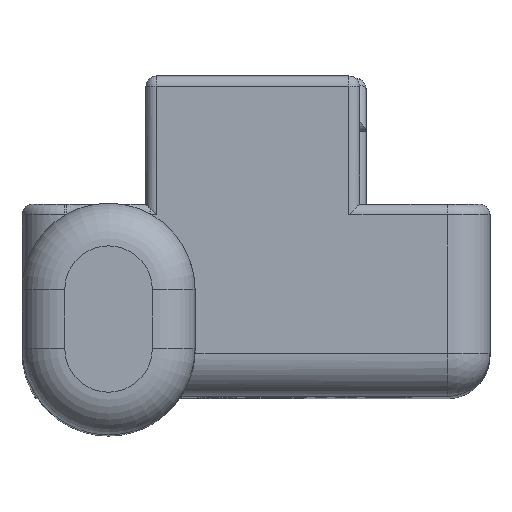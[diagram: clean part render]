
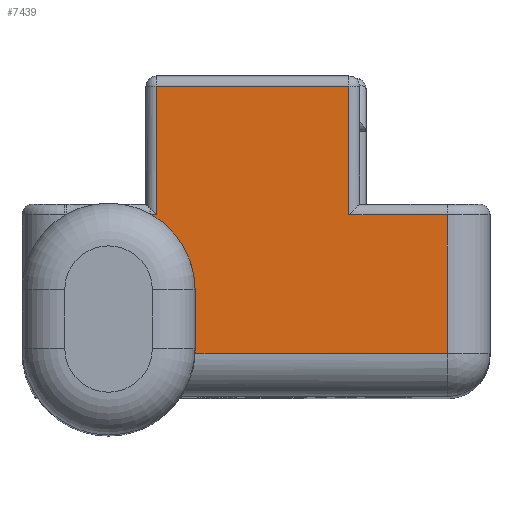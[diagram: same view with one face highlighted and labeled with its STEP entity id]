
A CAD part, top view. The second image highlights one B-rep face of the part: STEP entity #7439.
In plain terms, the highlighted planar face has unit normal (0, 0, 1).
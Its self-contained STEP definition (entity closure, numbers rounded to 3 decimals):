
#396 = FACE_OUTER_BOUND ( 'NONE', #10033, .T. ) ;
#450 = CARTESIAN_POINT ( 'NONE',  ( 4.35, 6.5, 32.45 ) ) ;
#573 = LINE ( 'NONE', #11991, #985 ) ;
#675 = VECTOR ( 'NONE', #8845, 1000. ) ;
#985 = VECTOR ( 'NONE', #3615, 1000. ) ;
#1006 = LINE ( 'NONE', #9116, #2206 ) ;
#1194 = DIRECTION ( 'NONE',  ( 1., 0., 0. ) ) ;
#1289 = VERTEX_POINT ( 'NONE', #7664 ) ;
#1290 = CARTESIAN_POINT ( 'NONE',  ( -6.9, 6.5, 32.45 ) ) ;
#1401 = CARTESIAN_POINT ( 'NONE',  ( 8.95, 0., 32.45 ) ) ;
#1571 = VERTEX_POINT ( 'NONE', #12041 ) ;
#1678 = DIRECTION ( 'NONE',  ( 0., 0., -1. ) ) ;
#1964 = CARTESIAN_POINT ( 'NONE',  ( -5.15, 12.5, 32.45 ) ) ;
#2080 = ORIENTED_EDGE ( 'NONE', *, *, #8831, .T. ) ;
#2206 = VECTOR ( 'NONE', #12362, 1000. ) ;
#2611 = ORIENTED_EDGE ( 'NONE', *, *, #4249, .T. ) ;
#2778 = VERTEX_POINT ( 'NONE', #7967 ) ;
#2857 = CARTESIAN_POINT ( 'NONE',  ( -2.855, 0., 32.45 ) ) ;
#2999 = EDGE_CURVE ( 'NONE', #7043, #1289, #7753, .T. ) ;
#3165 = CARTESIAN_POINT ( 'NONE',  ( -2.85, 2.95, 32.45 ) ) ;
#3498 = CARTESIAN_POINT ( 'NONE',  ( 4.35, 7., 32.45 ) ) ;
#3519 = VECTOR ( 'NONE', #10427, 1000. ) ;
#3615 = DIRECTION ( 'NONE',  ( 0., 1., 0. ) ) ;
#3651 = VERTEX_POINT ( 'NONE', #5100 ) ;
#3686 = CARTESIAN_POINT ( 'NONE',  ( -6.9, 2.95, 32.45 ) ) ;
#3994 = EDGE_CURVE ( 'NONE', #4357, #2778, #6422, .T. ) ;
#4176 = VERTEX_POINT ( 'NONE', #8558 ) ;
#4249 = EDGE_CURVE ( 'NONE', #7317, #7043, #10726, .T. ) ;
#4357 = VERTEX_POINT ( 'NONE', #13280 ) ;
#4652 = EDGE_CURVE ( 'NONE', #3651, #5647, #573, .T. ) ;
#5066 = DIRECTION ( 'NONE',  ( -1., 0., 0. ) ) ;
#5100 = CARTESIAN_POINT ( 'NONE',  ( -2.85, 0.2, 32.45 ) ) ;
#5129 = LINE ( 'NONE', #1964, #7369 ) ;
#5352 = ORIENTED_EDGE ( 'NONE', *, *, #4652, .F. ) ;
#5524 = DIRECTION ( 'NONE',  ( -1., 0., 0. ) ) ;
#5645 = ORIENTED_EDGE ( 'NONE', *, *, #12236, .T. ) ;
#5647 = VERTEX_POINT ( 'NONE', #3165 ) ;
#5672 = EDGE_CURVE ( 'NONE', #9038, #3651, #10176, .T. ) ;
#5709 = CARTESIAN_POINT ( 'NONE',  ( -6.9, 0.2, 32.45 ) ) ;
#5724 = EDGE_CURVE ( 'NONE', #2778, #5647, #9756, .T. ) ;
#6261 = AXIS2_PLACEMENT_3D ( 'NONE', #10530, #9713, #5524 ) ;
#6422 = LINE ( 'NONE', #1290, #12533 ) ;
#6462 = PLANE ( 'NONE',  #6261 ) ;
#6813 = ORIENTED_EDGE ( 'NONE', *, *, #3994, .T. ) ;
#7043 = VERTEX_POINT ( 'NONE', #12303 ) ;
#7317 = VERTEX_POINT ( 'NONE', #10075 ) ;
#7369 = VECTOR ( 'NONE', #5066, 1000. ) ;
#7439 = ADVANCED_FACE ( 'NONE', ( #396 ), #6462, .F. ) ;
#7664 = CARTESIAN_POINT ( 'NONE',  ( 4.35, 12.5, 32.45 ) ) ;
#7753 = LINE ( 'NONE', #3498, #675 ) ;
#7805 = DIRECTION ( 'NONE',  ( 0., 0., 1. ) ) ;
#7807 = AXIS2_PLACEMENT_3D ( 'NONE', #5709, #7805, #9840 ) ;
#7967 = CARTESIAN_POINT ( 'NONE',  ( -4.951, 6.5, 32.45 ) ) ;
#8335 = ORIENTED_EDGE ( 'NONE', *, *, #13362, .T. ) ;
#8558 = CARTESIAN_POINT ( 'NONE',  ( -4.65, 12.5, 32.45 ) ) ;
#8831 = EDGE_CURVE ( 'NONE', #1571, #7317, #12320, .T. ) ;
#8845 = DIRECTION ( 'NONE',  ( 0., 1., 0. ) ) ;
#9014 = ORIENTED_EDGE ( 'NONE', *, *, #12198, .T. ) ;
#9038 = VERTEX_POINT ( 'NONE', #2857 ) ;
#9116 = CARTESIAN_POINT ( 'NONE',  ( -4.65, 7., 32.45 ) ) ;
#9268 = CARTESIAN_POINT ( 'NONE',  ( 8.95, 7., 32.45 ) ) ;
#9564 = LINE ( 'NONE', #1401, #11773 ) ;
#9713 = DIRECTION ( 'NONE',  ( 0., 0., -1. ) ) ;
#9756 = CIRCLE ( 'NONE', #10394, 4.05 ) ;
#9840 = DIRECTION ( 'NONE',  ( 1., 0., 0. ) ) ;
#10033 = EDGE_LOOP ( 'NONE', ( #9014, #6813, #10650, #5352, #10592, #8335, #2080, #2611, #13098, #5645 ) ) ;
#10075 = CARTESIAN_POINT ( 'NONE',  ( 8.95, 6.5, 32.45 ) ) ;
#10176 = CIRCLE ( 'NONE', #7807, 4.05 ) ;
#10394 = AXIS2_PLACEMENT_3D ( 'NONE', #3686, #1678, #11855 ) ;
#10427 = DIRECTION ( 'NONE',  ( 0., 1., 0. ) ) ;
#10530 = CARTESIAN_POINT ( 'NONE',  ( -10.95, 7., 32.45 ) ) ;
#10592 = ORIENTED_EDGE ( 'NONE', *, *, #5672, .F. ) ;
#10650 = ORIENTED_EDGE ( 'NONE', *, *, #5724, .T. ) ;
#10726 = LINE ( 'NONE', #450, #11786 ) ;
#11773 = VECTOR ( 'NONE', #1194, 1000. ) ;
#11786 = VECTOR ( 'NONE', #12612, 1000. ) ;
#11855 = DIRECTION ( 'NONE',  ( -1., 0., 0. ) ) ;
#11991 = CARTESIAN_POINT ( 'NONE',  ( -2.85, 7., 32.45 ) ) ;
#12041 = CARTESIAN_POINT ( 'NONE',  ( 8.95, 0., 32.45 ) ) ;
#12198 = EDGE_CURVE ( 'NONE', #4176, #4357, #1006, .T. ) ;
#12236 = EDGE_CURVE ( 'NONE', #1289, #4176, #5129, .T. ) ;
#12303 = CARTESIAN_POINT ( 'NONE',  ( 4.35, 6.5, 32.45 ) ) ;
#12320 = LINE ( 'NONE', #9268, #3519 ) ;
#12362 = DIRECTION ( 'NONE',  ( 0., -1., 0. ) ) ;
#12446 = DIRECTION ( 'NONE',  ( -1., 0., 0. ) ) ;
#12533 = VECTOR ( 'NONE', #12446, 1000. ) ;
#12612 = DIRECTION ( 'NONE',  ( -1., 0., 0. ) ) ;
#13098 = ORIENTED_EDGE ( 'NONE', *, *, #2999, .T. ) ;
#13280 = CARTESIAN_POINT ( 'NONE',  ( -4.65, 6.5, 32.45 ) ) ;
#13362 = EDGE_CURVE ( 'NONE', #9038, #1571, #9564, .T. ) ;
